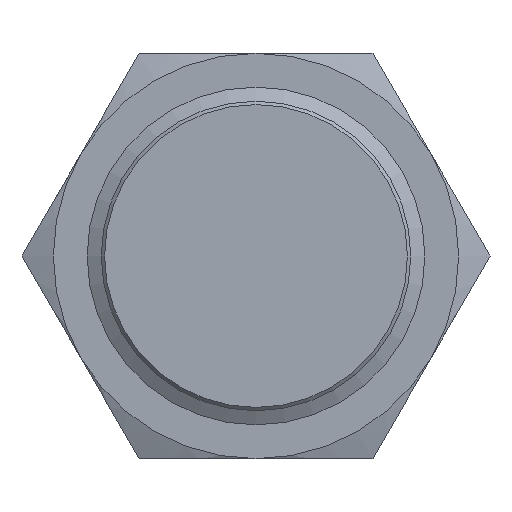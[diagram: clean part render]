
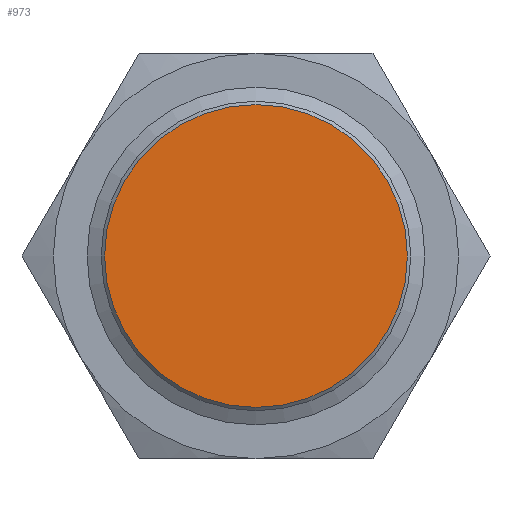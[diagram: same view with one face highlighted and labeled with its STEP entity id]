
A CAD part, left-side view. The second image highlights one B-rep face of the part: STEP entity #973.
In plain terms, the highlighted planar face has unit normal (-1, 0, 0).
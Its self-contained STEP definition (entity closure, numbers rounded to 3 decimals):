
#846 = CONICAL_SURFACE('',#847,13.45,0.785);
#847 = AXIS2_PLACEMENT_3D('',#848,#849,#850);
#848 = CARTESIAN_POINT('',(0.,0.,0.));
#849 = DIRECTION('',(1.,-0.,-0.));
#850 = DIRECTION('',(-0.,0.,-1.));
#871 = VERTEX_POINT('',#872);
#872 = CARTESIAN_POINT('',(0.,0.,-13.45));
#892 = EDGE_CURVE('',#871,#871,#893,.T.);
#893 = SURFACE_CURVE('',#894,(#899,#906),.PCURVE_S1.);
#894 = CIRCLE('',#895,13.45);
#895 = AXIS2_PLACEMENT_3D('',#896,#897,#898);
#896 = CARTESIAN_POINT('',(0.,0.,0.));
#897 = DIRECTION('',(1.,0.,-0.));
#898 = DIRECTION('',(-0.,0.,-1.));
#899 = PCURVE('',#846,#900);
#900 = DEFINITIONAL_REPRESENTATION('',(#901),#905);
#901 = LINE('',#902,#903);
#902 = CARTESIAN_POINT('',(0.,0.));
#903 = VECTOR('',#904,1.);
#904 = DIRECTION('',(1.,0.));
#905 = ( GEOMETRIC_REPRESENTATION_CONTEXT(2) 
PARAMETRIC_REPRESENTATION_CONTEXT() REPRESENTATION_CONTEXT('2D SPACE',''
  ) );
#906 = PCURVE('',#907,#912);
#907 = PLANE('',#908);
#908 = AXIS2_PLACEMENT_3D('',#909,#910,#911);
#909 = CARTESIAN_POINT('',(0.,0.,0.));
#910 = DIRECTION('',(1.,0.,-0.));
#911 = DIRECTION('',(-0.,0.,-1.));
#912 = DEFINITIONAL_REPRESENTATION('',(#913),#917);
#913 = CIRCLE('',#914,13.45);
#914 = AXIS2_PLACEMENT_2D('',#915,#916);
#915 = CARTESIAN_POINT('',(0.,0.));
#916 = DIRECTION('',(1.,0.));
#917 = ( GEOMETRIC_REPRESENTATION_CONTEXT(2) 
PARAMETRIC_REPRESENTATION_CONTEXT() REPRESENTATION_CONTEXT('2D SPACE',''
  ) );
#973 = ADVANCED_FACE('',(#974),#907,.F.);
#974 = FACE_BOUND('',#975,.T.);
#975 = EDGE_LOOP('',(#976));
#976 = ORIENTED_EDGE('',*,*,#892,.F.);
